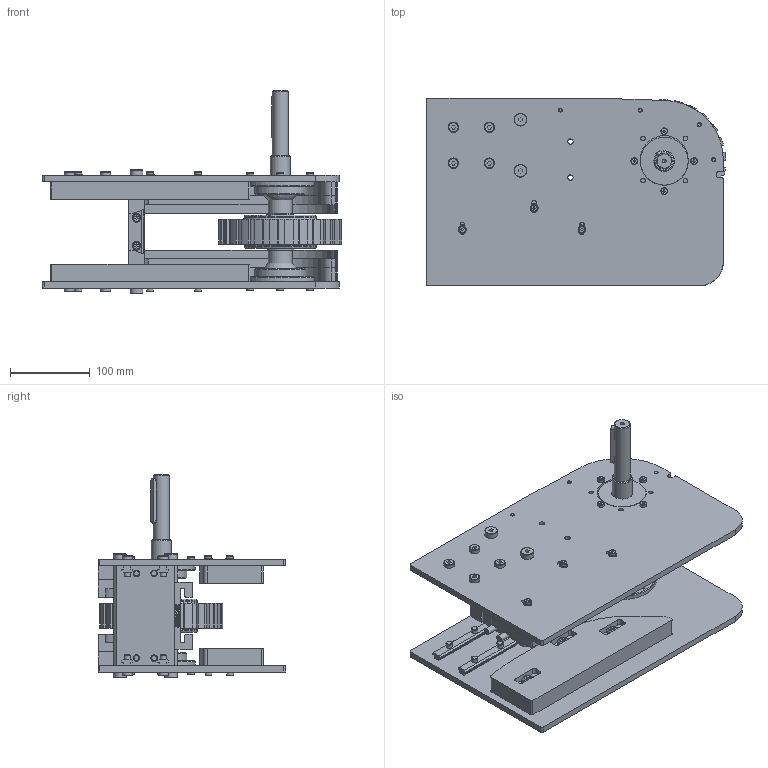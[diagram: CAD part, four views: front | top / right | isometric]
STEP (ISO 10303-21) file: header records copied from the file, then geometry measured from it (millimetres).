
FILE_DESCRIPTION(/* description */ ('ohne Motor'),/* implementation_level */ '2;1');
FILE_NAME(/* name */ '291396-1.step',/* time_stamp */ '2021-09-06T09:44:02+02:00',/* author */ ('MuellerJ'),/* organization */ (''),/* preprocessor_version */ 'ST-DEVELOPER v18.1',/* originating_system */ 'Autodesk Inventor 2021',/* authorisation */ '');
FILE_SCHEMA (('AUTOMOTIVE_DESIGN { 1 0 10303 214 3 1 1 }'));
Length unit declared in the file: millimetre
Products named in the file (25): MTW_1-00013684; MTW_1-00013558; 29-0743-0FZ.000; leer; leer_1; leer_2; leer_3; 29-1321-0FZ.001; leer_4; leer_5; 21-1029-1FZ.001; MTW_1-00013512; MTW_1-00013504; MTW_1-00013552; leer_6; MTW_1-00013528; 21-1351-0FZ.004; leer_7; leer_8; Shoulder screw ISO 7379-10-M8-20; leer_9; 29-1391-0FZ.001; MTW_1-00013494; 29-1383-0; leer_10
Assembly tree (84 placements, depth 2):
  MTW_1-00013684
    MTW_1-00013558  x2
    29-0743-0FZ.000  x2
    leer  x2
    leer_1  x2
    leer_2
    leer_3
    29-1321-0FZ.001
    leer_4  x16
    leer_5  x8
    21-1029-1FZ.001  x4
    MTW_1-00013512
    MTW_1-00013504
    leer_7  x6
    leer_8  x6
    21-1351-0FZ.004  x6
    MTW_1-00013552
    leer_6  x4
    MTW_1-00013528  x2
    Shoulder screw ISO 7379-10-M8-20  x4
    leer_9
    29-1391-0FZ.001  x8
    MTW_1-00013494  x2
    29-1383-0
    leer_10  x2
Bounding box: 374.99 x 235 x 254.5 mm (x, y, z)
Volume: 3639252.9 mm3; surface area: 836211.9 mm2
Topology: 84 solids, 86 shells, 2496 faces, 6557 edges, 4359 vertices
Faces by surface type: plane 1637, cylinder 511, cone 176, torus 118, sphere 52, bspline 2
Full cylindrical faces by diameter (mm): 2 x4, 4.134 x30, 4.917 x3, 5 x30, 5.3 x6, 5.5 x24, 6 x6, 6.6 x6, 6.647 x12, 8 x16, 8.2 x8, 8.376 x4, 8.5 x22, 9.6 x4, 10 x36, 10.4 x8, 11 x6, 13 x12, 16 x4, 20 x1, 25 x4, 26 x2, 28.6 x2, 30 x3, 32.9 x10, 33.5 x4, 45.15 x4, 46 x2, 52 x4, 60 x2
Entity records: 47751 total; most frequent: CARTESIAN_POINT 8464, ORIENTED_EDGE 7880, DIRECTION 7828, EDGE_CURVE 3940, LINE 3068, VECTOR 3068, VERTEX_POINT 2660, AXIS2_PLACEMENT_3D 2380
